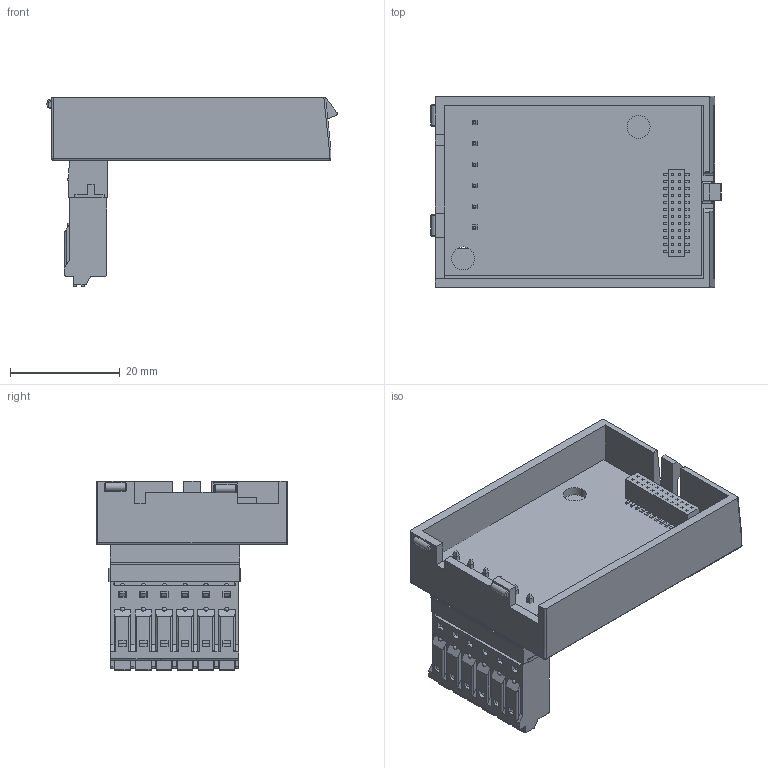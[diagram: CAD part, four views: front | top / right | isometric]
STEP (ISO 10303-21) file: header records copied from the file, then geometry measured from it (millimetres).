
FILE_DESCRIPTION((''),'2;1');
FILE_NAME('123_ASM','2024-10-14T14:46:18',('YUE.WEI'),(''),'CREO PARAMETRIC BY PTC INC, 2018400','CREO PARAMETRIC BY PTC INC, 2018400','');
FILE_SCHEMA(('CONFIG_CONTROL_DESIGN','SHAPE_APPEARANCE_LAYERS_GROUPS'));
Products named in the file (28): ASSEMBLY_1_ASM_4_ASM_9_ASM_2_1_; HCA8P-48_ASM_30_ASM_2_ASM_2_1_A_ASM; 60M_1_ASM_1_ASM_1_ASM; HCA2P-36X24YR-IO-P0001_ASM_1_1__ASM; HCA2P-POWER_2844_-PCBA001_ASM_1; SSD01_1_ASM_1_ASM_1_3_ASM_1_ASM; ASM0001_ASM_1_ASM_1_3_ASM_1_ASM_ASM; ASM0001_ASM_ASM_2_3_ASM_1_ASM_1_ASM; DSS03-15D2BZ-H2_2_ASM_1_ASM_1_ASM; HCA2P-CPU-BD_128_-0002_ASM_1_2_; 322102S14B31200A4P0001_ASM_1_2_; KBEA2574P0012G0CB50001_ASM_1_AS; KFHD2710U0002G0CB10001_ASM_1_AS; HCA2P-CPU-BD_128_-0001_ASM_1_1__ASM; PCB00_ASM_1_ASM_1; DB_10001_ASM_1_ASM_1_ASM; HCM100-60M-20240220001_ASM_1_AS_ASM; PRT0001_25_1; KFED2430U0012G0CB00001_1_1_1; PCB_100_1_5_1; DB_10010001_ASM_1_ASM_2_ASM_1_ASM; WJ15EDGVC-3_81-06P-00A_1__2_1; DB-CARD-2024-5-9_ASM_13_ASM_1_ASM; PRT0002_12_1; ASM0002_ASM_23_ASM_1_ASM; HCM100-60M-20240310001_ASM_90_A_ASM; CAN_ASM_1_ASM; 123_ASM
Assembly tree (28 placements, depth 9):
  123_ASM
    CAN_ASM_1_ASM
      HCM100-60M-20240310001_ASM_90_A_ASM
        HCM100-60M-20240220001_ASM_1_AS_ASM
          HCA2P-36X24YR-IO-P0001_ASM_1_1__ASM
            60M_1_ASM_1_ASM_1_ASM  x2
              HCA8P-48_ASM_30_ASM_2_ASM_2_1_A_ASM
                ASSEMBLY_1_ASM_4_ASM_9_ASM_2_1_
          HCA2P-POWER_2844_-PCBA001_ASM_1
          HCA2P-CPU-BD_128_-0001_ASM_1_1__ASM
            DSS03-15D2BZ-H2_2_ASM_1_ASM_1_ASM
              ASM0001_ASM_ASM_2_3_ASM_1_ASM_1_ASM
                ASM0001_ASM_1_ASM_1_3_ASM_1_ASM_ASM
                  SSD01_1_ASM_1_ASM_1_3_ASM_1_ASM
            HCA2P-CPU-BD_128_-0002_ASM_1_2_
            322102S14B31200A4P0001_ASM_1_2_
            KBEA2574P0012G0CB50001_ASM_1_AS
            KFHD2710U0002G0CB10001_ASM_1_AS
          DB_10001_ASM_1_ASM_1_ASM
            PCB00_ASM_1_ASM_1
        PRT0001_25_1
        DB-CARD-2024-5-9_ASM_13_ASM_1_ASM
          DB_10010001_ASM_1_ASM_2_ASM_1_ASM
            KFED2430U0012G0CB00001_1_1_1
            PCB_100_1_5_1
          WJ15EDGVC-3_81-06P-00A_1__2_1
        ASM0002_ASM_23_ASM_1_ASM
          PRT0002_12_1
Bounding box: 52.91 x 35 x 34.55 mm (x, y, z)
Volume: 10757.4 mm3; surface area: 19583.1 mm2
Topology: 5 solids, 6 shells, 3356 faces, 9400 edges, 6122 vertices
Faces by surface type: plane 2185, extrusion 606, cylinder 365, cone 90, torus 70, sphere 40
Entity records: 118006 total; most frequent: CARTESIAN_POINT 25896, ORIENTED_EDGE 18728, DIRECTION 15252, EDGE_CURVE 9364, VECTOR 7668, LINE 7062, VERTEX_POINT 6122, AXIS2_PLACEMENT_3D 3792
